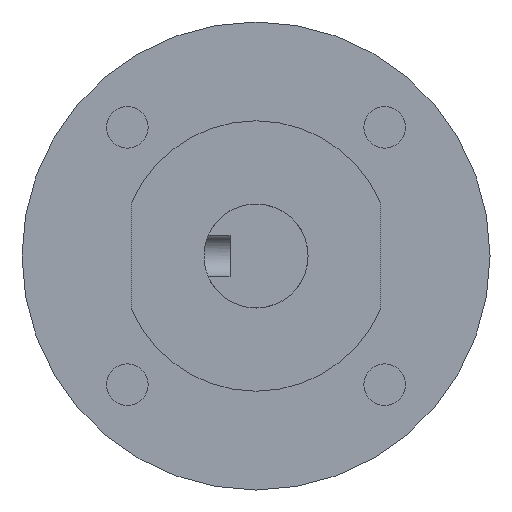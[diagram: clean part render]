
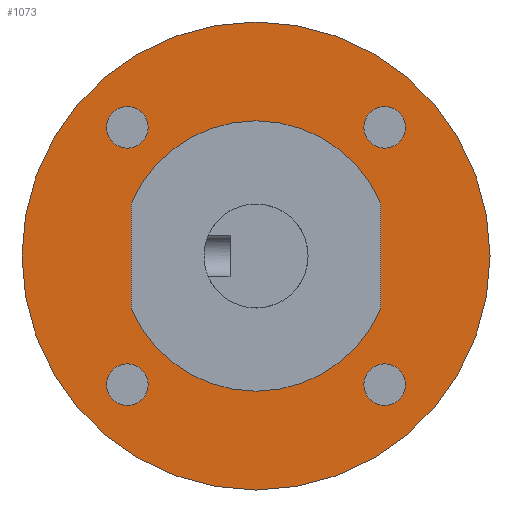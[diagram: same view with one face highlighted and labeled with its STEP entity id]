
A CAD part, front view. The second image highlights one B-rep face of the part: STEP entity #1073.
In plain terms, the highlighted planar face has unit normal (0, -1, 0).
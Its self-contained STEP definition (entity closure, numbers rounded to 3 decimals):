
#23=FACE_BOUND('',#272,.T.);
#24=FACE_BOUND('',#273,.T.);
#25=FACE_BOUND('',#274,.T.);
#26=FACE_BOUND('',#275,.T.);
#27=FACE_BOUND('',#276,.T.);
#81=CIRCLE('',#1162,13.);
#83=CIRCLE('',#1166,13.);
#86=CIRCLE('',#1171,2.);
#88=CIRCLE('',#1174,2.);
#90=CIRCLE('',#1177,2.);
#92=CIRCLE('',#1180,2.);
#94=CIRCLE('',#1183,22.5);
#197=FACE_OUTER_BOUND('',#271,.T.);
#271=EDGE_LOOP('',(#835));
#272=EDGE_LOOP('',(#836));
#273=EDGE_LOOP('',(#837));
#274=EDGE_LOOP('',(#838));
#275=EDGE_LOOP('',(#839));
#276=EDGE_LOOP('',(#840,#841,#842,#843));
#364=LINE('',#1713,#438);
#368=LINE('',#1724,#442);
#438=VECTOR('',#1350,10.);
#442=VECTOR('',#1362,10.);
#511=VERTEX_POINT('',#1703);
#512=VERTEX_POINT('',#1704);
#515=VERTEX_POINT('',#1712);
#517=VERTEX_POINT('',#1718);
#520=VERTEX_POINT('',#1729);
#522=VERTEX_POINT('',#1735);
#524=VERTEX_POINT('',#1741);
#526=VERTEX_POINT('',#1747);
#528=VERTEX_POINT('',#1753);
#616=EDGE_CURVE('',#511,#512,#81,.T.);
#620=EDGE_CURVE('',#512,#515,#364,.T.);
#623=EDGE_CURVE('',#515,#517,#83,.T.);
#626=EDGE_CURVE('',#517,#511,#368,.T.);
#630=EDGE_CURVE('',#520,#520,#86,.T.);
#633=EDGE_CURVE('',#522,#522,#88,.T.);
#636=EDGE_CURVE('',#524,#524,#90,.T.);
#639=EDGE_CURVE('',#526,#526,#92,.T.);
#642=EDGE_CURVE('',#528,#528,#94,.T.);
#835=ORIENTED_EDGE('',*,*,#642,.T.);
#836=ORIENTED_EDGE('',*,*,#639,.T.);
#837=ORIENTED_EDGE('',*,*,#636,.T.);
#838=ORIENTED_EDGE('',*,*,#633,.T.);
#839=ORIENTED_EDGE('',*,*,#630,.T.);
#840=ORIENTED_EDGE('',*,*,#626,.T.);
#841=ORIENTED_EDGE('',*,*,#616,.T.);
#842=ORIENTED_EDGE('',*,*,#620,.T.);
#843=ORIENTED_EDGE('',*,*,#623,.T.);
#1030=PLANE('',#1185);
#1073=ADVANCED_FACE('',(#197,#23,#24,#25,#26,#27),#1030,.F.);
#1162=AXIS2_PLACEMENT_3D('',#1705,#1342,#1343);
#1166=AXIS2_PLACEMENT_3D('',#1719,#1355,#1356);
#1171=AXIS2_PLACEMENT_3D('',#1731,#1369,#1370);
#1174=AXIS2_PLACEMENT_3D('',#1737,#1376,#1377);
#1177=AXIS2_PLACEMENT_3D('',#1743,#1383,#1384);
#1180=AXIS2_PLACEMENT_3D('',#1749,#1390,#1391);
#1183=AXIS2_PLACEMENT_3D('',#1755,#1397,#1398);
#1185=AXIS2_PLACEMENT_3D('',#1757,#1401,#1402);
#1342=DIRECTION('center_axis',(0.,1.,0.));
#1343=DIRECTION('ref_axis',(0.923,0.,-0.385));
#1350=DIRECTION('',(0.,0.,1.));
#1355=DIRECTION('center_axis',(0.,1.,0.));
#1356=DIRECTION('ref_axis',(-0.923,0.,0.385));
#1362=DIRECTION('',(0.,0.,-1.));
#1369=DIRECTION('center_axis',(0.,1.,0.));
#1370=DIRECTION('ref_axis',(1.,0.,0.));
#1376=DIRECTION('center_axis',(0.,1.,0.));
#1377=DIRECTION('ref_axis',(1.,0.,0.));
#1383=DIRECTION('center_axis',(0.,1.,0.));
#1384=DIRECTION('ref_axis',(1.,0.,0.));
#1390=DIRECTION('center_axis',(0.,1.,0.));
#1391=DIRECTION('ref_axis',(1.,0.,0.));
#1397=DIRECTION('center_axis',(0.,-1.,0.));
#1398=DIRECTION('ref_axis',(1.,0.,0.));
#1401=DIRECTION('center_axis',(0.,1.,0.));
#1402=DIRECTION('ref_axis',(0.,0.,1.));
#1703=CARTESIAN_POINT('',(12.,27.,-5.));
#1704=CARTESIAN_POINT('',(-12.,27.,-5.));
#1705=CARTESIAN_POINT('Origin',(0.,27.,0.));
#1712=CARTESIAN_POINT('',(-12.,27.,5.));
#1713=CARTESIAN_POINT('',(-12.,27.,2.5));
#1718=CARTESIAN_POINT('',(12.,27.,5.));
#1719=CARTESIAN_POINT('Origin',(0.,27.,0.));
#1724=CARTESIAN_POINT('',(12.,27.,-2.5));
#1729=CARTESIAN_POINT('',(-14.374,27.,12.374));
#1731=CARTESIAN_POINT('Origin',(-12.374,27.,12.374));
#1735=CARTESIAN_POINT('',(10.374,27.,12.374));
#1737=CARTESIAN_POINT('Origin',(12.374,27.,12.374));
#1741=CARTESIAN_POINT('',(10.374,27.,-12.374));
#1743=CARTESIAN_POINT('Origin',(12.374,27.,-12.374));
#1747=CARTESIAN_POINT('',(-14.374,27.,-12.374));
#1749=CARTESIAN_POINT('Origin',(-12.374,27.,-12.374));
#1753=CARTESIAN_POINT('',(-22.5,27.,0.));
#1755=CARTESIAN_POINT('Origin',(0.,27.,0.));
#1757=CARTESIAN_POINT('Origin',(0.,27.,0.));
